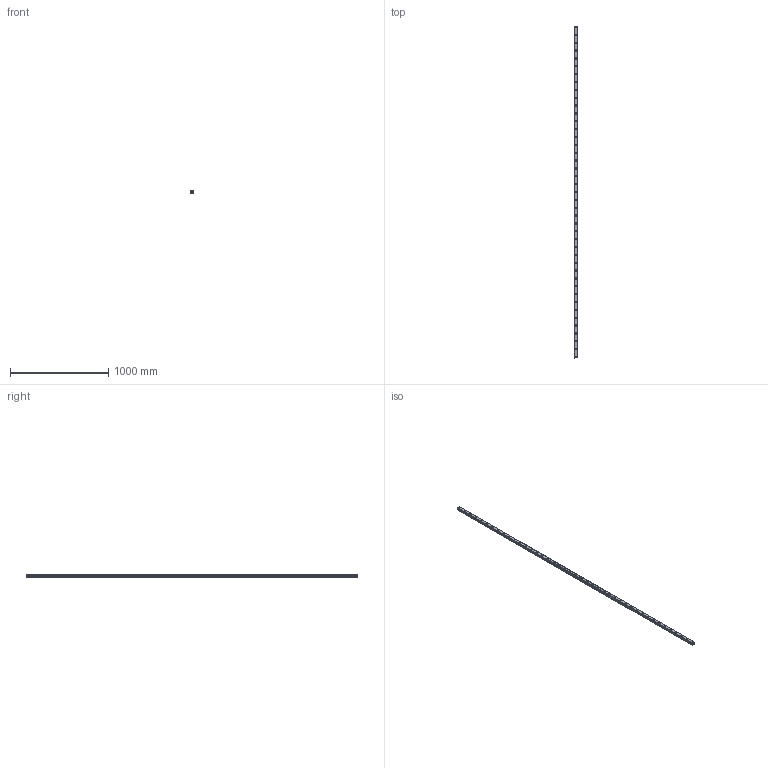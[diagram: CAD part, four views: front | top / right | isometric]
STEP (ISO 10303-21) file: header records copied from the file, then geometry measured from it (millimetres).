
FILE_DESCRIPTION(('STEP AP214'),'1');
FILE_NAME('cctmp_D9889C49-EA8F-43C2-8D3E-9DEC85C822E4_2021_02_12_13_40_18_0411..stp','2021-02-12T12:40:18',('HIWIN GmbH'),('CADClick - www.CADClick.com'),'Spatial InterOp 3D',' ','unknown authorization');
FILE_SCHEMA(('AUTOMOTIVE_DESIGN'));
Length unit declared in the file: millimetre
Products named in the file (1): EGR35R3380C_FILE
Bounding box: 34 x 3380 x 27.5 mm (x, y, z)
Volume: 2659489.1 mm3; surface area: 474276.1 mm2
Topology: 1 solids, 1 shells, 494 faces, 1077 edges, 718 vertices
Faces by surface type: cylinder 276, plane 218
Entity records: 17729 total; most frequent: DIRECTION 2619, CARTESIAN_POINT 2290, ORIENTED_EDGE 2154, EDGE_CURVE 1077, AXIS2_PLACEMENT_3D 1047, VERTEX_POINT 718, EDGE_LOOP 627, CIRCLE 552
